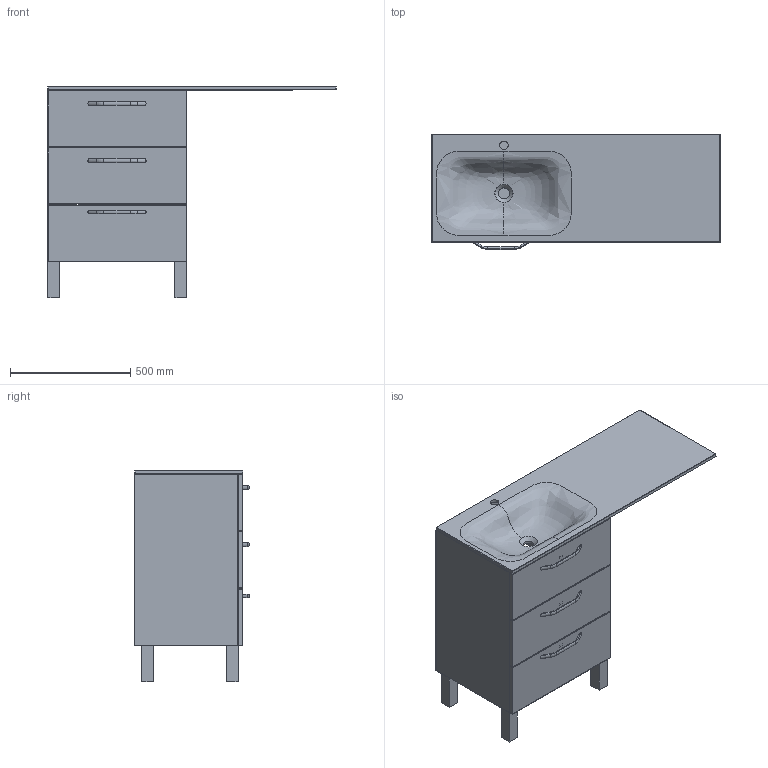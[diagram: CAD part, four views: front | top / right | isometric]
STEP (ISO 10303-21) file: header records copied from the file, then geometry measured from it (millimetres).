
FILE_DESCRIPTION(/* description */ (''),/* implementation_level */ '2;1');
FILE_NAME(/* name */ 'Jessel 1200L-без боковини.stp',/* time_stamp */ '2025-09-15T13:11:38+03:00',/* author */ ('ya'),/* organization */ (''),/* preprocessor_version */ 'ST-DEVELOPER v18.1',/* originating_system */ 'Autodesk Inventor 2022',/* authorisation */ '');
FILE_SCHEMA (('AUTOMOTIVE_DESIGN { 1 0 10303 214 3 1 1 }'));
Length unit declared in the file: millimetre
Products named in the file (5): Jessel 1200L-без боковини; Jessel 1200R_MIR; Jessel 1200R без боковини_
MIR; ручка_MIR; чехол 88_MIR
Assembly tree (6 placements, depth 2):
  Jessel 1200L-без боковини
    Jessel 1200R_MIR
    Jessel 1200R без боковини_
MIR
    ручка_MIR  x3
    чехол 88_MIR
Bounding box: 1200 x 478 x 879 mm (x, y, z)
Volume: 48793232.4 mm3; surface area: 7188844.3 mm2
Topology: 64 solids, 64 shells, 570 faces, 1260 edges, 816 vertices
Faces by surface type: plane 462, cylinder 70, torus 24, bspline 8, sphere 4, cone 2
Full cylindrical faces by diameter (mm): 6 x6, 35 x1, 45 x1
Entity records: 37053 total; most frequent: CARTESIAN_POINT 25289, ORIENTED_EDGE 2296, DIRECTION 2244, EDGE_CURVE 1148, LINE 1008, VECTOR 1008, VERTEX_POINT 752, AXIS2_PLACEMENT_3D 618
